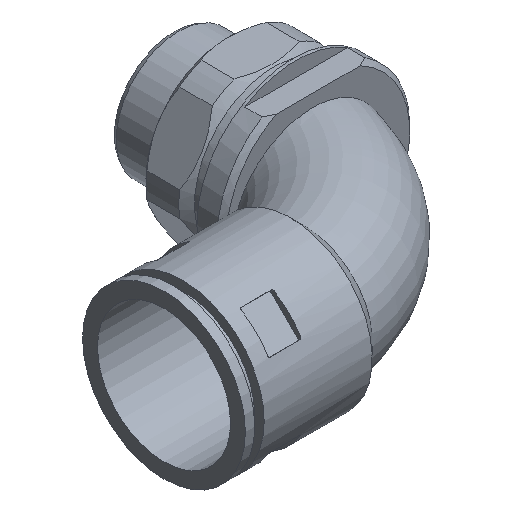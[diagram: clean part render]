
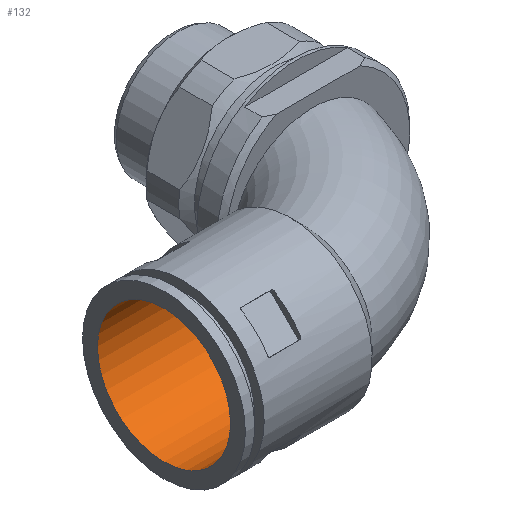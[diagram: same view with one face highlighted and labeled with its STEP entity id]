
A CAD part, isometric view. The second image highlights one B-rep face of the part: STEP entity #132.
In plain terms, the highlighted cylindrical face has radius 21.25 mm (diameter 42.5 mm), a full revolution.
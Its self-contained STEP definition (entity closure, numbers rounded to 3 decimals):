
#132 = ADVANCED_FACE( '', ( #323, #324 ), #325, .F. );
#323 = FACE_OUTER_BOUND( '', #561, .T. );
#324 = FACE_OUTER_BOUND( '', #562, .T. );
#325 = CYLINDRICAL_SURFACE( '', #563, 21.25 );
#561 = EDGE_LOOP( '', ( #1083 ) );
#562 = EDGE_LOOP( '', ( #1084 ) );
#563 = AXIS2_PLACEMENT_3D( '', #1085, #1086, #1087 );
#1083 = ORIENTED_EDGE( '', *, *, #1572, .T. );
#1084 = ORIENTED_EDGE( '', *, *, #1568, .F. );
#1085 = CARTESIAN_POINT( '', ( 38., 0., 0. ) );
#1086 = DIRECTION( '', ( -1., 0., 0. ) );
#1087 = DIRECTION( '', ( 0., 0., -1. ) );
#1568 = EDGE_CURVE( '', #1916, #1916, #1917, .T. );
#1572 = EDGE_CURVE( '', #1924, #1924, #1925, .T. );
#1916 = VERTEX_POINT( '', #3066 );
#1917 = CIRCLE( '', #3067, 21.25 );
#1924 = VERTEX_POINT( '', #3074 );
#1925 = CIRCLE( '', #3075, 21.25 );
#3066 = CARTESIAN_POINT( '', ( 0., 0., -21.25 ) );
#3067 = AXIS2_PLACEMENT_3D( '', #3433, #3434, #3435 );
#3074 = CARTESIAN_POINT( '', ( 38., 0., -21.25 ) );
#3075 = AXIS2_PLACEMENT_3D( '', #3445, #3446, #3447 );
#3433 = CARTESIAN_POINT( '', ( 0., 0., 0. ) );
#3434 = DIRECTION( '', ( 1., 0., 0. ) );
#3435 = DIRECTION( '', ( 0., 0., -1. ) );
#3445 = CARTESIAN_POINT( '', ( 38., 0., 0. ) );
#3446 = DIRECTION( '', ( 1., 0., 0. ) );
#3447 = DIRECTION( '', ( 0., 0., -1. ) );
